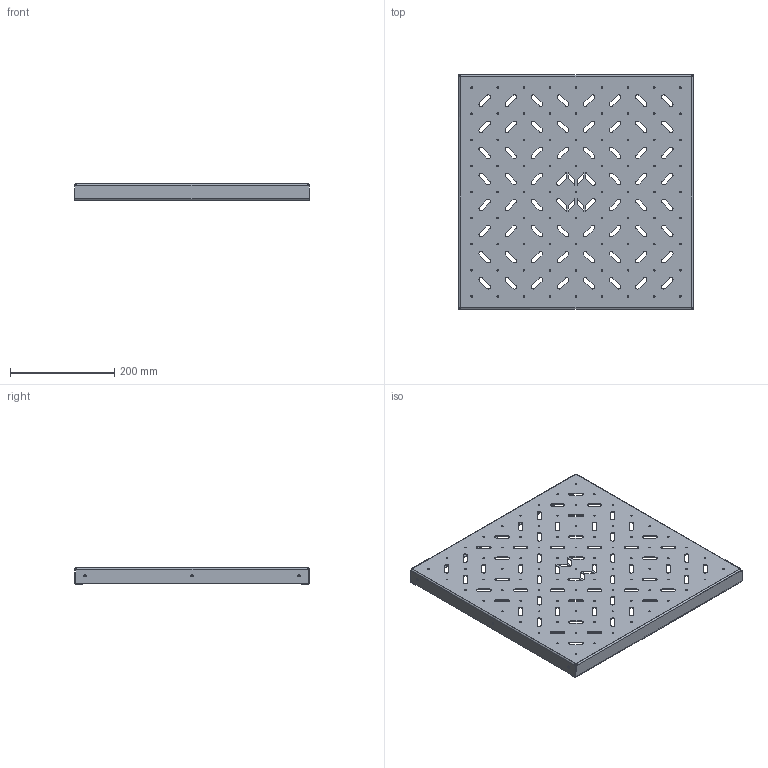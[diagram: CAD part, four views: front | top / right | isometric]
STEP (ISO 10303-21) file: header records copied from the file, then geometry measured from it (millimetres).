
FILE_DESCRIPTION(/* description */ (''),/* implementation_level */ '2;1');
FILE_NAME(/* name */ 'MM 8x8 baseplate.step',/* time_stamp */ '2022-12-07T17:55:13+01:00',/* author */ (''),/* organization */ (''),/* preprocessor_version */ 'ST-DEVELOPER v19.2',/* originating_system */ 'Autodesk Translation Framework v11.17.0.187',/* authorisation */ '');
FILE_SCHEMA (('AUTOMOTIVE_DESIGN { 1 0 10303 214 3 1 1 }'));
Length unit declared in the file: millimetre
Products named in the file (1): MM 8x8MU sheetmetal V6
Bounding box: 450 x 450 x 31.5 mm (x, y, z)
Volume: 372512 mm3; surface area: 508295.6 mm2
Topology: 1 solids, 1 shells, 516 faces, 1526 edges, 1012 vertices
Faces by surface type: cylinder 288, plane 220, bspline 8
Full cylindrical faces by diameter (mm): 3 x81, 4.234 x6, 5 x4, 7 x1, 11 x2
Entity records: 18342 total; most frequent: CARTESIAN_POINT 3355, DIRECTION 3088, ORIENTED_EDGE 3052, EDGE_CURVE 1526, AXIS2_PLACEMENT_3D 1069, VERTEX_POINT 1012, LINE 950, VECTOR 950
